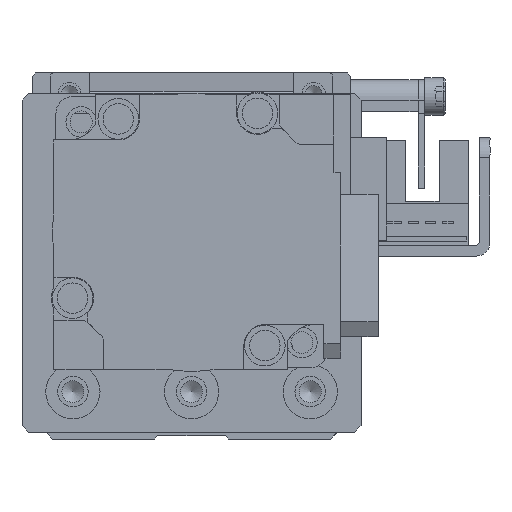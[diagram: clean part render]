
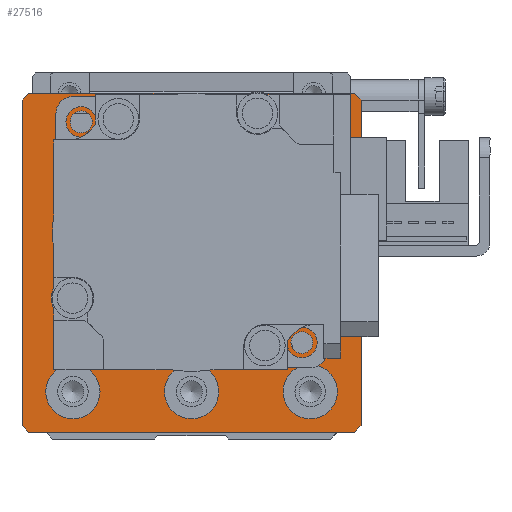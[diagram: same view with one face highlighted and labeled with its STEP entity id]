
A CAD part, front view. The second image highlights one B-rep face of the part: STEP entity #27516.
In plain terms, the highlighted face is planar.
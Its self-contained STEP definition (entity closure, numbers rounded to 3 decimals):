
#891=FACE_BOUND('',#4082,.T.);
#892=FACE_BOUND('',#4083,.T.);
#893=FACE_BOUND('',#4084,.T.);
#894=FACE_BOUND('',#4085,.T.);
#895=FACE_BOUND('',#4086,.T.);
#896=FACE_BOUND('',#4087,.T.);
#897=FACE_BOUND('',#4088,.T.);
#898=FACE_BOUND('',#4089,.T.);
#1385=PLANE('',#29949);
#2375=FACE_OUTER_BOUND('',#4081,.T.);
#4081=EDGE_LOOP('',(#20487,#20488,#20489,#20490,#20491,#20492,#20493,#20494));
#4082=EDGE_LOOP('',(#20495));
#4083=EDGE_LOOP('',(#20496));
#4084=EDGE_LOOP('',(#20497));
#4085=EDGE_LOOP('',(#20498));
#4086=EDGE_LOOP('',(#20499));
#4087=EDGE_LOOP('',(#20500));
#4088=EDGE_LOOP('',(#20501));
#4089=EDGE_LOOP('',(#20502));
#6179=LINE('',#43002,#8584);
#6185=LINE('',#43013,#8590);
#6192=LINE('',#43048,#8597);
#6195=LINE('',#43053,#8600);
#6196=LINE('',#43057,#8601);
#6199=LINE('',#43061,#8604);
#6200=LINE('',#43064,#8605);
#6217=LINE('',#43134,#8622);
#8584=VECTOR('',#34253,10.);
#8590=VECTOR('',#34261,10.);
#8597=VECTOR('',#34292,10.);
#8600=VECTOR('',#34297,10.);
#8601=VECTOR('',#34300,10.);
#8604=VECTOR('',#34305,10.);
#8605=VECTOR('',#34308,10.);
#8622=VECTOR('',#34395,10.);
#10672=CIRCLE('',#29924,4.);
#10675=CIRCLE('',#29930,4.);
#10678=CIRCLE('',#29936,4.);
#10679=CIRCLE('',#29939,1.621);
#10680=CIRCLE('',#29941,1.621);
#10681=CIRCLE('',#29943,1.621);
#10682=CIRCLE('',#29945,1.621);
#10683=CIRCLE('',#29947,15.);
#12455=VERTEX_POINT('',#43000);
#12456=VERTEX_POINT('',#43001);
#12460=VERTEX_POINT('',#43011);
#12476=VERTEX_POINT('',#43047);
#12477=VERTEX_POINT('',#43051);
#12478=VERTEX_POINT('',#43055);
#12479=VERTEX_POINT('',#43056);
#12480=VERTEX_POINT('',#43063);
#12487=VERTEX_POINT('',#43086);
#12490=VERTEX_POINT('',#43097);
#12493=VERTEX_POINT('',#43108);
#12494=VERTEX_POINT('',#43114);
#12495=VERTEX_POINT('',#43118);
#12496=VERTEX_POINT('',#43122);
#12497=VERTEX_POINT('',#43126);
#12498=VERTEX_POINT('',#43130);
#15413=EDGE_CURVE('',#12455,#12456,#6179,.T.);
#15419=EDGE_CURVE('',#12455,#12460,#6185,.T.);
#15436=EDGE_CURVE('',#12476,#12460,#6192,.T.);
#15439=EDGE_CURVE('',#12476,#12477,#6195,.T.);
#15440=EDGE_CURVE('',#12478,#12479,#6196,.T.);
#15443=EDGE_CURVE('',#12478,#12456,#6199,.T.);
#15444=EDGE_CURVE('',#12480,#12477,#6200,.T.);
#15454=EDGE_CURVE('',#12487,#12487,#10672,.T.);
#15459=EDGE_CURVE('',#12490,#12490,#10675,.T.);
#15464=EDGE_CURVE('',#12493,#12493,#10678,.T.);
#15467=EDGE_CURVE('',#12494,#12494,#10679,.T.);
#15469=EDGE_CURVE('',#12495,#12495,#10680,.T.);
#15471=EDGE_CURVE('',#12496,#12496,#10681,.T.);
#15473=EDGE_CURVE('',#12497,#12497,#10682,.T.);
#15475=EDGE_CURVE('',#12498,#12498,#10683,.T.);
#15477=EDGE_CURVE('',#12480,#12479,#6217,.T.);
#20487=ORIENTED_EDGE('',*,*,#15413,.F.);
#20488=ORIENTED_EDGE('',*,*,#15419,.T.);
#20489=ORIENTED_EDGE('',*,*,#15436,.F.);
#20490=ORIENTED_EDGE('',*,*,#15439,.T.);
#20491=ORIENTED_EDGE('',*,*,#15444,.F.);
#20492=ORIENTED_EDGE('',*,*,#15477,.T.);
#20493=ORIENTED_EDGE('',*,*,#15440,.F.);
#20494=ORIENTED_EDGE('',*,*,#15443,.T.);
#20495=ORIENTED_EDGE('',*,*,#15454,.T.);
#20496=ORIENTED_EDGE('',*,*,#15459,.T.);
#20497=ORIENTED_EDGE('',*,*,#15464,.T.);
#20498=ORIENTED_EDGE('',*,*,#15467,.T.);
#20499=ORIENTED_EDGE('',*,*,#15469,.T.);
#20500=ORIENTED_EDGE('',*,*,#15471,.T.);
#20501=ORIENTED_EDGE('',*,*,#15473,.T.);
#20502=ORIENTED_EDGE('',*,*,#15475,.T.);
#27516=ADVANCED_FACE('',(#2375,#891,#892,#893,#894,#895,#896,#897,#898),
#1385,.T.);
#29924=AXIS2_PLACEMENT_3D('',#43087,#34334,#34335);
#29930=AXIS2_PLACEMENT_3D('',#43098,#34348,#34349);
#29936=AXIS2_PLACEMENT_3D('',#43109,#34362,#34363);
#29939=AXIS2_PLACEMENT_3D('',#43115,#34370,#34371);
#29941=AXIS2_PLACEMENT_3D('',#43119,#34375,#34376);
#29943=AXIS2_PLACEMENT_3D('',#43123,#34380,#34381);
#29945=AXIS2_PLACEMENT_3D('',#43127,#34385,#34386);
#29947=AXIS2_PLACEMENT_3D('',#43131,#34390,#34391);
#29949=AXIS2_PLACEMENT_3D('',#43135,#34396,#34397);
#34253=DIRECTION('',(-0.707,0.707,0.));
#34261=DIRECTION('',(1.,0.,0.));
#34292=DIRECTION('',(-0.707,-0.707,0.));
#34297=DIRECTION('',(0.,1.,0.));
#34300=DIRECTION('',(0.707,0.707,0.));
#34305=DIRECTION('',(0.,-1.,0.));
#34308=DIRECTION('',(0.707,-0.707,0.));
#34334=DIRECTION('center_axis',(0.,0.,-1.));
#34335=DIRECTION('ref_axis',(1.,0.,0.));
#34348=DIRECTION('center_axis',(0.,0.,-1.));
#34349=DIRECTION('ref_axis',(1.,0.,0.));
#34362=DIRECTION('center_axis',(0.,0.,-1.));
#34363=DIRECTION('ref_axis',(1.,0.,0.));
#34370=DIRECTION('center_axis',(0.,0.,-1.));
#34371=DIRECTION('ref_axis',(1.,0.,0.));
#34375=DIRECTION('center_axis',(0.,0.,-1.));
#34376=DIRECTION('ref_axis',(1.,0.,0.));
#34380=DIRECTION('center_axis',(0.,0.,-1.));
#34381=DIRECTION('ref_axis',(1.,0.,0.));
#34385=DIRECTION('center_axis',(0.,0.,-1.));
#34386=DIRECTION('ref_axis',(1.,0.,0.));
#34390=DIRECTION('center_axis',(0.,0.,-1.));
#34391=DIRECTION('ref_axis',(1.,0.,0.));
#34395=DIRECTION('',(-1.,0.,0.));
#34396=DIRECTION('center_axis',(0.,0.,1.));
#34397=DIRECTION('ref_axis',(1.,0.,0.));
#43000=CARTESIAN_POINT('',(-24.,-25.,10.));
#43001=CARTESIAN_POINT('',(-25.,-24.,10.));
#43002=CARTESIAN_POINT('',(-24.5,-24.5,10.));
#43011=CARTESIAN_POINT('',(24.,-25.,10.));
#43013=CARTESIAN_POINT('',(-25.,-25.,10.));
#43047=CARTESIAN_POINT('',(25.,-24.,10.));
#43048=CARTESIAN_POINT('',(24.5,-24.5,10.));
#43051=CARTESIAN_POINT('',(25.,24.,10.));
#43053=CARTESIAN_POINT('',(25.,-25.,10.));
#43055=CARTESIAN_POINT('',(-25.,24.,10.));
#43056=CARTESIAN_POINT('',(-24.,25.,10.));
#43057=CARTESIAN_POINT('',(-24.5,24.5,10.));
#43061=CARTESIAN_POINT('',(-25.,25.,10.));
#43063=CARTESIAN_POINT('',(24.,25.,10.));
#43064=CARTESIAN_POINT('',(24.5,24.5,10.));
#43086=CARTESIAN_POINT('',(-4.,-19.,10.));
#43087=CARTESIAN_POINT('Origin',(0.,-19.,10.));
#43097=CARTESIAN_POINT('',(-21.5,-19.,10.));
#43098=CARTESIAN_POINT('Origin',(-17.5,-19.,10.));
#43108=CARTESIAN_POINT('',(13.5,-19.,10.));
#43109=CARTESIAN_POINT('Origin',(17.5,-19.,10.));
#43114=CARTESIAN_POINT('',(14.642,-11.763,10.));
#43115=CARTESIAN_POINT('Origin',(16.263,-11.763,10.));
#43118=CARTESIAN_POINT('',(-17.884,20.763,10.));
#43119=CARTESIAN_POINT('Origin',(-16.263,20.763,10.));
#43122=CARTESIAN_POINT('',(14.642,20.763,10.));
#43123=CARTESIAN_POINT('Origin',(16.263,20.763,10.));
#43126=CARTESIAN_POINT('',(-17.884,-11.763,10.));
#43127=CARTESIAN_POINT('Origin',(-16.263,-11.763,10.));
#43130=CARTESIAN_POINT('',(-15.,4.5,10.));
#43131=CARTESIAN_POINT('Origin',(0.,4.5,10.));
#43134=CARTESIAN_POINT('',(25.,25.,10.));
#43135=CARTESIAN_POINT('Origin',(0.,0.,10.));
